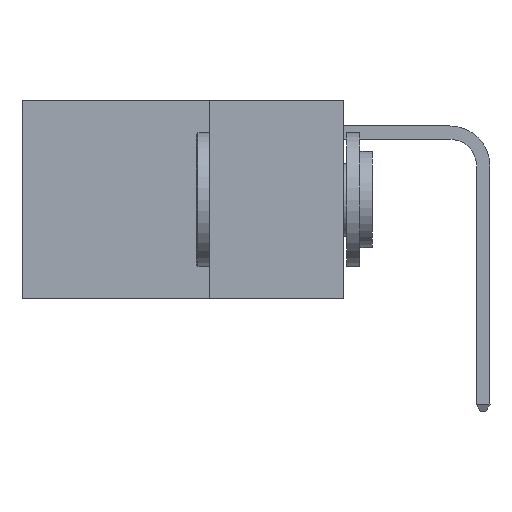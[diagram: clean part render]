
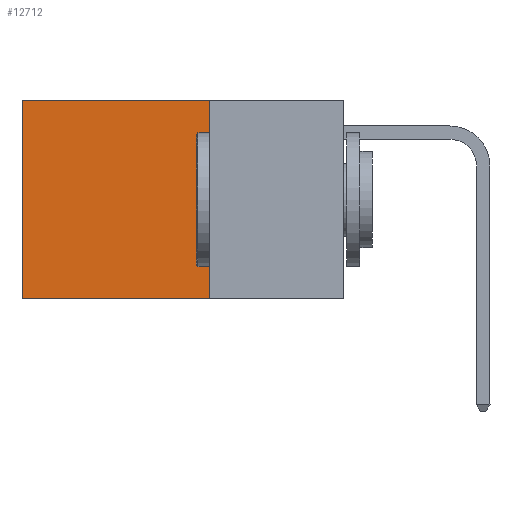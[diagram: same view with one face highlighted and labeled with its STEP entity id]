
A CAD part, left-side view. The second image highlights one B-rep face of the part: STEP entity #12712.
In plain terms, the highlighted planar face has unit normal (-1, 0, 0).
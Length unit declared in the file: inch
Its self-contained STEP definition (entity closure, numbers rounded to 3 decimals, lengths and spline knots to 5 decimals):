
#116 = CARTESIAN_POINT ( 'NONE',  ( 0.2625, 0.25, 0. ) ) ;
#322 = LINE ( 'NONE', #9658, #667 ) ;
#385 = ORIENTED_EDGE ( 'NONE', *, *, #1380, .F. ) ;
#667 = VECTOR ( 'NONE', #6013, 39.37008 ) ;
#798 = LINE ( 'NONE', #6481, #12298 ) ;
#1131 = PLANE ( 'NONE',  #11523 ) ;
#1380 = EDGE_CURVE ( 'NONE', #3081, #12156, #798, .T. ) ;
#2495 = VERTEX_POINT ( 'NONE', #20120 ) ;
#2644 = DIRECTION ( 'NONE',  ( 0., 0., -1. ) ) ;
#2952 = DIRECTION ( 'NONE',  ( 0., 1., 0. ) ) ;
#3081 = VERTEX_POINT ( 'NONE', #8402 ) ;
#3655 = LINE ( 'NONE', #10983, #14693 ) ;
#4482 = ORIENTED_EDGE ( 'NONE', *, *, #19377, .T. ) ;
#4900 = FACE_OUTER_BOUND ( 'NONE', #12374, .T. ) ;
#5623 = EDGE_CURVE ( 'NONE', #6507, #3081, #322, .T. ) ;
#6013 = DIRECTION ( 'NONE',  ( 0., 0., -1. ) ) ;
#6254 = DIRECTION ( 'NONE',  ( 0., 1., 0. ) ) ;
#6481 = CARTESIAN_POINT ( 'NONE',  ( 0.2625, 0.25, -0.37 ) ) ;
#6507 = VERTEX_POINT ( 'NONE', #116 ) ;
#8386 = VECTOR ( 'NONE', #2644, 39.37008 ) ;
#8402 = CARTESIAN_POINT ( 'NONE',  ( 0.2625, 0.25, -0.37 ) ) ;
#8530 = CARTESIAN_POINT ( 'NONE',  ( 0.2625, 0.25, 0. ) ) ;
#9658 = CARTESIAN_POINT ( 'NONE',  ( 0.2625, 0.25, 0. ) ) ;
#10216 = CARTESIAN_POINT ( 'NONE',  ( 0.2625, 0.6, 0. ) ) ;
#10440 = DIRECTION ( 'NONE',  ( 1., 0., 0. ) ) ;
#10983 = CARTESIAN_POINT ( 'NONE',  ( 0.2625, 0.25, 0. ) ) ;
#11523 = AXIS2_PLACEMENT_3D ( 'NONE', #8530, #10440, #12359 ) ;
#12156 = VERTEX_POINT ( 'NONE', #14798 ) ;
#12298 = VECTOR ( 'NONE', #6254, 39.37008 ) ;
#12359 = DIRECTION ( 'NONE',  ( 0., 0., -1. ) ) ;
#12374 = EDGE_LOOP ( 'NONE', ( #12410, #385, #18384, #4482 ) ) ;
#12410 = ORIENTED_EDGE ( 'NONE', *, *, #17142, .T. ) ;
#12712 = ADVANCED_FACE ( 'NONE', ( #4900 ), #1131, .F. ) ;
#14693 = VECTOR ( 'NONE', #2952, 39.37008 ) ;
#14798 = CARTESIAN_POINT ( 'NONE',  ( 0.2625, 0.6, -0.37 ) ) ;
#17142 = EDGE_CURVE ( 'NONE', #2495, #12156, #17459, .T. ) ;
#17459 = LINE ( 'NONE', #10216, #8386 ) ;
#18384 = ORIENTED_EDGE ( 'NONE', *, *, #5623, .F. ) ;
#19377 = EDGE_CURVE ( 'NONE', #6507, #2495, #3655, .T. ) ;
#20120 = CARTESIAN_POINT ( 'NONE',  ( 0.2625, 0.6, 0. ) ) ;
